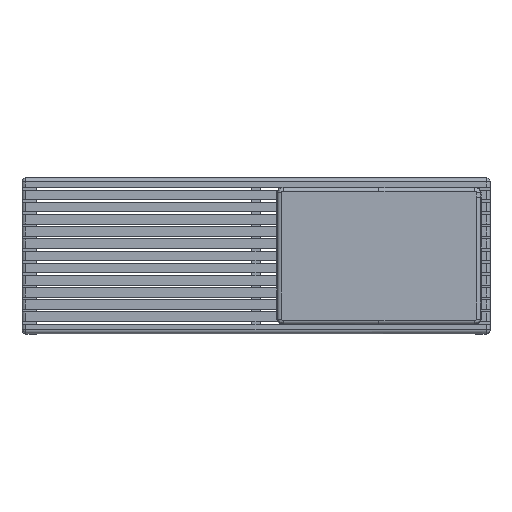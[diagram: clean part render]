
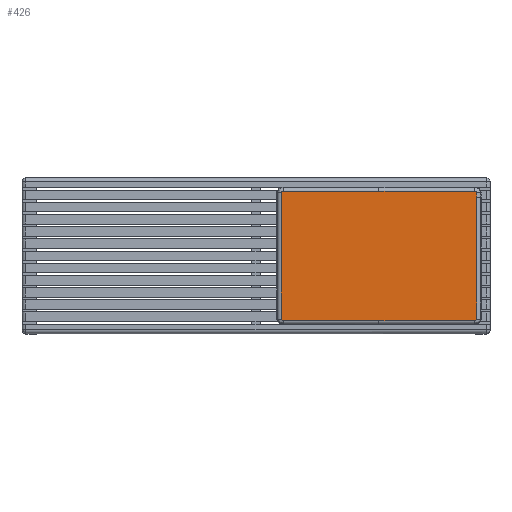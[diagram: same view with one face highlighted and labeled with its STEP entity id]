
A CAD part, top view. The second image highlights one B-rep face of the part: STEP entity #426.
In plain terms, the highlighted planar face has unit normal (0, 0, 1).
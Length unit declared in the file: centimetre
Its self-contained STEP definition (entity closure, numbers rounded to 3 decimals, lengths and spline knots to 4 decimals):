
#426=ADVANCED_FACE('',(#657),#3478,.T.);
#657=FACE_OUTER_BOUND('',#888,.T.);
#888=EDGE_LOOP('',(#1218,#1219,#1220,#1221,#1222,#1223,#1224,#1225,#1226,
#1227,#1228));
#1218=ORIENTED_EDGE('',*,*,#2118,.F.);
#1219=ORIENTED_EDGE('',*,*,#2119,.F.);
#1220=ORIENTED_EDGE('',*,*,#2123,.F.);
#1221=ORIENTED_EDGE('',*,*,#2126,.F.);
#1222=ORIENTED_EDGE('',*,*,#2130,.F.);
#1223=ORIENTED_EDGE('',*,*,#2108,.F.);
#1224=ORIENTED_EDGE('',*,*,#2083,.F.);
#1225=ORIENTED_EDGE('',*,*,#2087,.F.);
#1226=ORIENTED_EDGE('',*,*,#2077,.F.);
#1227=ORIENTED_EDGE('',*,*,#2079,.F.);
#1228=ORIENTED_EDGE('',*,*,#2106,.F.);
#2077=EDGE_CURVE('',#3132,#3133,#2739,.T.);
#2079=EDGE_CURVE('',#3134,#3132,#2604,.T.);
#2083=EDGE_CURVE('',#3136,#3137,#2608,.T.);
#2087=EDGE_CURVE('',#3133,#3136,#2740,.T.);
#2106=EDGE_CURVE('',#3150,#3134,#2744,.T.);
#2108=EDGE_CURVE('',#3137,#3153,#2745,.T.);
#2118=EDGE_CURVE('',#3159,#3150,#2752,.T.);
#2119=EDGE_CURVE('',#3160,#3159,#2631,.T.);
#2123=EDGE_CURVE('',#3162,#3160,#2635,.T.);
#2126=EDGE_CURVE('',#3164,#3162,#2638,.T.);
#2130=EDGE_CURVE('',#3153,#3164,#2753,.T.);
#2604=(
BOUNDED_CURVE()
B_SPLINE_CURVE(3,(#4566,#4567,#4568,#4569,#4570,#4571),.UNSPECIFIED.,.F.,
 .F.)
B_SPLINE_CURVE_WITH_KNOTS((4,1,1,4),(0.0009,0.2114,
0.3547,0.5664),.UNSPECIFIED.)
CURVE()
GEOMETRIC_REPRESENTATION_ITEM()
RATIONAL_B_SPLINE_CURVE((1.,1.,1.,1.,1.,
1.))
REPRESENTATION_ITEM('')
);
#2608=(
BOUNDED_CURVE()
B_SPLINE_CURVE(3,(#4584,#4585,#4586,#4587,#4588,#4589),.UNSPECIFIED.,.F.,
 .F.)
B_SPLINE_CURVE_WITH_KNOTS((4,1,1,4),(0.0009,0.2114,
0.3547,0.5664),.UNSPECIFIED.)
CURVE()
GEOMETRIC_REPRESENTATION_ITEM()
RATIONAL_B_SPLINE_CURVE((1.,1.,1.,1.,1.,1.))
REPRESENTATION_ITEM('')
);
#2631=(
BOUNDED_CURVE()
B_SPLINE_CURVE(3,(#4707,#4708,#4709,#4710,#4711,#4712),.UNSPECIFIED.,.F.,
 .F.)
B_SPLINE_CURVE_WITH_KNOTS((4,1,1,4),(0.0009,0.2114,
0.3547,0.5664),.UNSPECIFIED.)
CURVE()
GEOMETRIC_REPRESENTATION_ITEM()
RATIONAL_B_SPLINE_CURVE((1.,1.,1.,1.,1.,1.))
REPRESENTATION_ITEM('')
);
#2635=(
BOUNDED_CURVE()
B_SPLINE_CURVE(1,(#4725,#4726),.UNSPECIFIED.,.F.,.F.)
B_SPLINE_CURVE_WITH_KNOTS((2,2),(0.,33.),
 .UNSPECIFIED.)
CURVE()
GEOMETRIC_REPRESENTATION_ITEM()
RATIONAL_B_SPLINE_CURVE((1.,1.))
REPRESENTATION_ITEM('')
);
#2638=(
BOUNDED_CURVE()
B_SPLINE_CURVE(3,(#4732,#4733,#4734,#4735,#4736,#4737),.UNSPECIFIED.,.F.,
 .F.)
B_SPLINE_CURVE_WITH_KNOTS((4,1,1,4),(0.0009,0.2114,
0.3547,0.5664),.UNSPECIFIED.)
CURVE()
GEOMETRIC_REPRESENTATION_ITEM()
RATIONAL_B_SPLINE_CURVE((1.,1.,1.,1.,1.,1.))
REPRESENTATION_ITEM('')
);
#2739=B_SPLINE_CURVE_WITH_KNOTS('',1,(#4561,#4562),.UNSPECIFIED.,.F.,.F.,
(2,2),(-1.213,0.),.UNSPECIFIED.);
#2740=B_SPLINE_CURVE_WITH_KNOTS('',1,(#4602,#4603),.UNSPECIFIED.,.F.,.F.,
(2,2),(0.,31.787),.UNSPECIFIED.);
#2744=B_SPLINE_CURVE_WITH_KNOTS('',1,(#4669,#4670),.UNSPECIFIED.,.F.,.F.,
(2,2),(68.34,89.6),.UNSPECIFIED.);
#2745=B_SPLINE_CURVE_WITH_KNOTS('',1,(#4674,#4675),.UNSPECIFIED.,.F.,.F.,
(2,2),(0.,21.26),.UNSPECIFIED.);
#2752=B_SPLINE_CURVE_WITH_KNOTS('',1,(#4705,#4706),.UNSPECIFIED.,.F.,.F.,
(2,2),(0.,21.26),.UNSPECIFIED.);
#2753=B_SPLINE_CURVE_WITH_KNOTS('',1,(#4750,#4751),.UNSPECIFIED.,.F.,.F.,
(2,2),(68.34,89.6),.UNSPECIFIED.);
#3132=VERTEX_POINT('',#4517);
#3133=VERTEX_POINT('',#4518);
#3134=VERTEX_POINT('',#4519);
#3136=VERTEX_POINT('',#4521);
#3137=VERTEX_POINT('',#4522);
#3150=VERTEX_POINT('',#4535);
#3153=VERTEX_POINT('',#4538);
#3159=VERTEX_POINT('',#4544);
#3160=VERTEX_POINT('',#4545);
#3162=VERTEX_POINT('',#4547);
#3164=VERTEX_POINT('',#4549);
#3478=PLANE('',#3758);
#3758=AXIS2_PLACEMENT_3D('',#4513,#3967,$);
#3967=DIRECTION('',(0.,0.,1.));
#4513=CARTESIAN_POINT('',(61.2705,40.5366,46.2895));
#4517=CARTESIAN_POINT('',(114.6845,36.8,46.2895));
#4518=CARTESIAN_POINT('',(114.6845,35.587,46.2895));
#4519=CARTESIAN_POINT('',(114.2565,37.1638,46.2895));
#4521=CARTESIAN_POINT('',(114.6845,3.8,46.2895));
#4522=CARTESIAN_POINT('',(114.2565,3.4362,46.2895));
#4535=CARTESIAN_POINT('',(89.2492,37.1638,46.2895));
#4538=CARTESIAN_POINT('',(89.2492,3.4362,46.2895));
#4544=CARTESIAN_POINT('',(64.2419,37.1638,46.2895));
#4545=CARTESIAN_POINT('',(63.814,36.8,46.2895));
#4547=CARTESIAN_POINT('',(63.814,3.8,46.2895));
#4549=CARTESIAN_POINT('',(64.2419,3.4362,46.2895));
#4561=CARTESIAN_POINT('',(114.6845,36.8,46.2895));
#4562=CARTESIAN_POINT('',(114.6845,35.587,46.2895));
#4566=CARTESIAN_POINT('',(114.2565,37.1638,46.2895));
#4567=CARTESIAN_POINT('',(114.3453,37.1631,46.2895));
#4568=CARTESIAN_POINT('',(114.4831,37.1253,46.2895));
#4569=CARTESIAN_POINT('',(114.6427,36.9897,46.2895));
#4570=CARTESIAN_POINT('',(114.6843,36.871,46.2895));
#4571=CARTESIAN_POINT('',(114.6845,36.8,46.2895));
#4584=CARTESIAN_POINT('',(114.6845,3.8,46.2895));
#4585=CARTESIAN_POINT('',(114.6837,3.7246,46.2895));
#4586=CARTESIAN_POINT('',(114.6392,3.6074,46.2895));
#4587=CARTESIAN_POINT('',(114.4797,3.4717,46.2895));
#4588=CARTESIAN_POINT('',(114.3401,3.4363,46.2895));
#4589=CARTESIAN_POINT('',(114.2565,3.4362,46.2895));
#4602=CARTESIAN_POINT('',(114.6845,35.587,46.2895));
#4603=CARTESIAN_POINT('',(114.6845,3.8,46.2895));
#4669=CARTESIAN_POINT('',(89.2492,37.1638,46.2895));
#4670=CARTESIAN_POINT('',(114.2565,37.1638,46.2895));
#4674=CARTESIAN_POINT('',(114.2565,3.4362,46.2895));
#4675=CARTESIAN_POINT('',(89.2492,3.4362,46.2895));
#4705=CARTESIAN_POINT('',(64.2419,37.1638,46.2895));
#4706=CARTESIAN_POINT('',(89.2492,37.1638,46.2895));
#4707=CARTESIAN_POINT('',(63.814,36.8,46.2895));
#4708=CARTESIAN_POINT('',(63.8148,36.8754,46.2895));
#4709=CARTESIAN_POINT('',(63.8593,36.9926,46.2895));
#4710=CARTESIAN_POINT('',(64.0188,37.1283,46.2895));
#4711=CARTESIAN_POINT('',(64.1584,37.1637,46.2895));
#4712=CARTESIAN_POINT('',(64.2419,37.1638,46.2895));
#4725=CARTESIAN_POINT('',(63.814,3.8,46.2895));
#4726=CARTESIAN_POINT('',(63.814,36.8,46.2895));
#4732=CARTESIAN_POINT('',(64.2419,3.4362,46.2895));
#4733=CARTESIAN_POINT('',(64.1532,3.4369,46.2895));
#4734=CARTESIAN_POINT('',(64.0154,3.4747,46.2895));
#4735=CARTESIAN_POINT('',(63.8558,3.6103,46.2895));
#4736=CARTESIAN_POINT('',(63.8141,3.729,46.2895));
#4737=CARTESIAN_POINT('',(63.814,3.8,46.2895));
#4750=CARTESIAN_POINT('',(89.2492,3.4362,46.2895));
#4751=CARTESIAN_POINT('',(64.2419,3.4362,46.2895));
